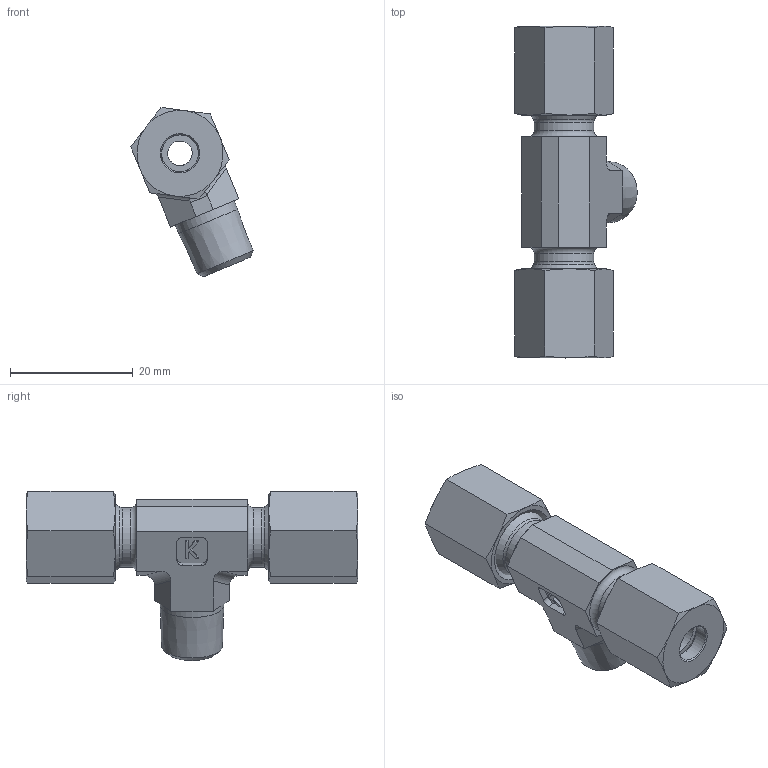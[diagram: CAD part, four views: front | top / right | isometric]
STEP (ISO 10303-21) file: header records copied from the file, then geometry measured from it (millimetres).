
FILE_DESCRIPTION((''),'2;1');
FILE_NAME('27002061012.stp','2014-08-21T15:23:10',(''),('KNOMI spol. s r. o.'),'Autodesk Inventor 2012','Autodesk Inventor 2012','');
FILE_SCHEMA(('AUTOMOTIVE_DESIGN { 1 2 10303 214 0 1 1 1 }'));
Length unit declared in the file: millimetre
Products named in the file (4): THCM2K  6LMkuž M10x1K/M12; 26002061012; 3910612; 40106
Assembly tree (5 placements, depth 2):
  THCM2K  6LMkuž M10x1K/M12
    26002061012
    3910612  x2
    40106  x2
Bounding box: 19.93 x 54 x 27.52 mm (x, y, z)
Volume: 7899.2 mm3; surface area: 6630.4 mm2
Topology: 5 solids, 5 shells, 145 faces, 347 edges, 223 vertices
Faces by surface type: plane 63, cone 47, cylinder 29, torus 6
Full cylindrical faces by diameter (mm): 4 x2, 6 x6, 8 x2, 9.7 x2, 10 x2, 10.344 x1, 10.376 x2, 12 x2
Entity records: 3219 total; most frequent: CARTESIAN_POINT 555, DIRECTION 521, ORIENTED_EDGE 440, EDGE_CURVE 220, AXIS2_PLACEMENT_3D 201, EDGE_LOOP 160, VERTEX_POINT 158, VECTOR 119
